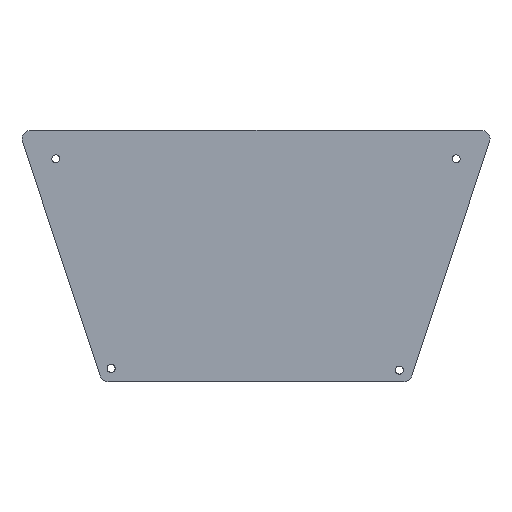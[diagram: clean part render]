
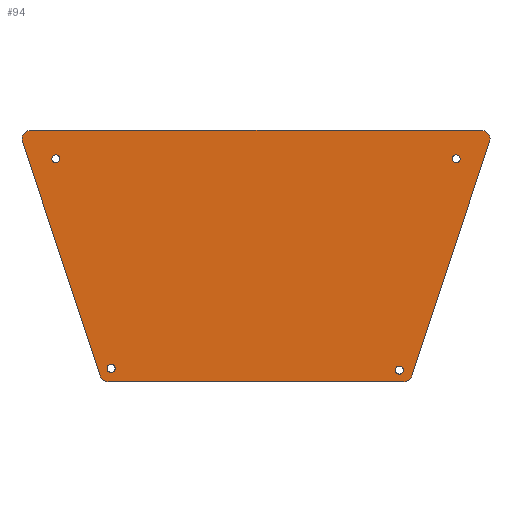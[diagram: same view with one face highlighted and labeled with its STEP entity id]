
A CAD part, front view. The second image highlights one B-rep face of the part: STEP entity #94.
In plain terms, the highlighted planar face has unit normal (0, -1, 0).
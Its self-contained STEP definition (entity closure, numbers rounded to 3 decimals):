
#5 = DIRECTION ( 'NONE',  ( 0., 1., 0. ) ) ;
#8 = LINE ( 'NONE', #458, #87 ) ;
#20 = CIRCLE ( 'NONE', #391, 1.65 ) ;
#23 = CARTESIAN_POINT ( 'NONE',  ( -82., -3., -10.532 ) ) ;
#27 = CARTESIAN_POINT ( 'NONE',  ( -82., -3., -13.832 ) ) ;
#28 = CIRCLE ( 'NONE', #610, 1.65 ) ;
#34 = CARTESIAN_POINT ( 'NONE',  ( 60.57, -3., -99.977 ) ) ;
#35 = CARTESIAN_POINT ( 'NONE',  ( 58.758, -3., -98.72 ) ) ;
#36 = VERTEX_POINT ( 'NONE', #246 ) ;
#39 = CARTESIAN_POINT ( 'NONE',  ( -63.892, -3., -101.078 ) ) ;
#51 = DIRECTION ( 'NONE',  ( 0., -1., 0. ) ) ;
#53 = FACE_BOUND ( 'NONE', #401, .T. ) ;
#57 = DIRECTION ( 'NONE',  ( 0., -1., 0. ) ) ;
#59 = VERTEX_POINT ( 'NONE', #60 ) ;
#60 = CARTESIAN_POINT ( 'NONE',  ( -60.57, -3., -103.477 ) ) ;
#74 = VERTEX_POINT ( 'NONE', #119 ) ;
#76 = DIRECTION ( 'NONE',  ( -0.315, 0., -0.949 ) ) ;
#79 = EDGE_CURVE ( 'NONE', #475, #518, #8, .T. ) ;
#80 = CARTESIAN_POINT ( 'NONE',  ( 60.57, -3., -103.477 ) ) ;
#82 = DIRECTION ( 'NONE',  ( -1., 0., 0. ) ) ;
#87 = VECTOR ( 'NONE', #155, 1000. ) ;
#94 = ADVANCED_FACE ( 'NONE', ( #108, #53, #219, #206, #312 ), #358, .F. ) ;
#98 = ORIENTED_EDGE ( 'NONE', *, *, #559, .F. ) ;
#107 = ORIENTED_EDGE ( 'NONE', *, *, #635, .F. ) ;
#108 = FACE_BOUND ( 'NONE', #471, .T. ) ;
#119 = CARTESIAN_POINT ( 'NONE',  ( 58.758, -3., -97.07 ) ) ;
#122 = ORIENTED_EDGE ( 'NONE', *, *, #128, .F. ) ;
#128 = EDGE_CURVE ( 'NONE', #538, #36, #28, .T. ) ;
#138 = DIRECTION ( 'NONE',  ( 0., 1., 0. ) ) ;
#143 = ORIENTED_EDGE ( 'NONE', *, *, #519, .F. ) ;
#147 = DIRECTION ( 'NONE',  ( 0., 0., -1. ) ) ;
#150 = AXIS2_PLACEMENT_3D ( 'NONE', #302, #614, #568 ) ;
#151 = CIRCLE ( 'NONE', #522, 1.65 ) ;
#152 = DIRECTION ( 'NONE',  ( 0., -1., 0. ) ) ;
#154 = ORIENTED_EDGE ( 'NONE', *, *, #208, .F. ) ;
#155 = DIRECTION ( 'NONE',  ( 1., 0., 0. ) ) ;
#156 = CARTESIAN_POINT ( 'NONE',  ( -92.375, -3., -0.5 ) ) ;
#158 = DIRECTION ( 'NONE',  ( 0., -1., 0. ) ) ;
#165 = ORIENTED_EDGE ( 'NONE', *, *, #449, .F. ) ;
#175 = LINE ( 'NONE', #580, #607 ) ;
#177 = CIRCLE ( 'NONE', #455, 1.65 ) ;
#182 = DIRECTION ( 'NONE',  ( 0., 0., 1. ) ) ;
#183 = CIRCLE ( 'NONE', #632, 3.5 ) ;
#187 = EDGE_CURVE ( 'NONE', #589, #211, #177, .T. ) ;
#196 = VERTEX_POINT ( 'NONE', #23 ) ;
#198 = CARTESIAN_POINT ( 'NONE',  ( 92.375, -3., -0.5 ) ) ;
#206 = FACE_BOUND ( 'NONE', #461, .T. ) ;
#208 = EDGE_CURVE ( 'NONE', #385, #452, #648, .T. ) ;
#211 = VERTEX_POINT ( 'NONE', #485 ) ;
#216 = DIRECTION ( 'NONE',  ( 0., -1., 0. ) ) ;
#218 = VERTEX_POINT ( 'NONE', #541 ) ;
#219 = FACE_BOUND ( 'NONE', #660, .T. ) ;
#236 = DIRECTION ( 'NONE',  ( -0.315, 0., 0.949 ) ) ;
#246 = CARTESIAN_POINT ( 'NONE',  ( -59.393, -3., -99.727 ) ) ;
#248 = ORIENTED_EDGE ( 'NONE', *, *, #291, .F. ) ;
#254 = CARTESIAN_POINT ( 'NONE',  ( -92.375, -3., -4. ) ) ;
#257 = CARTESIAN_POINT ( 'NONE',  ( 82., -3., -10.532 ) ) ;
#261 = DIRECTION ( 'NONE',  ( 0., 0., 1. ) ) ;
#265 = AXIS2_PLACEMENT_3D ( 'NONE', #254, #456, #562 ) ;
#266 = CARTESIAN_POINT ( 'NONE',  ( 92.375, -3., -4. ) ) ;
#274 = CIRCLE ( 'NONE', #433, 3.5 ) ;
#287 = ORIENTED_EDGE ( 'NONE', *, *, #405, .F. ) ;
#290 = DIRECTION ( 'NONE',  ( 0., 0., -1. ) ) ;
#291 = EDGE_CURVE ( 'NONE', #211, #589, #669, .T. ) ;
#302 = CARTESIAN_POINT ( 'NONE',  ( -60.57, -3., -99.977 ) ) ;
#312 = FACE_OUTER_BOUND ( 'NONE', #602, .T. ) ;
#318 = ORIENTED_EDGE ( 'NONE', *, *, #79, .F. ) ;
#323 = EDGE_CURVE ( 'NONE', #571, #218, #183, .T. ) ;
#334 = VECTOR ( 'NONE', #82, 1000. ) ;
#338 = CARTESIAN_POINT ( 'NONE',  ( -63.892, -3., -101.078 ) ) ;
#342 = CARTESIAN_POINT ( 'NONE',  ( -82., -3., -12.182 ) ) ;
#348 = CARTESIAN_POINT ( 'NONE',  ( 58.758, -3., -98.72 ) ) ;
#349 = EDGE_CURVE ( 'NONE', #218, #59, #533, .T. ) ;
#352 = CARTESIAN_POINT ( 'NONE',  ( 58.758, -3., -100.37 ) ) ;
#356 = DIRECTION ( 'NONE',  ( 0., 1., 0. ) ) ;
#357 = ORIENTED_EDGE ( 'NONE', *, *, #376, .F. ) ;
#358 = PLANE ( 'NONE',  #150 ) ;
#361 = VERTEX_POINT ( 'NONE', #27 ) ;
#370 = VERTEX_POINT ( 'NONE', #543 ) ;
#375 = AXIS2_PLACEMENT_3D ( 'NONE', #423, #532, #490 ) ;
#376 = EDGE_CURVE ( 'NONE', #399, #74, #591, .T. ) ;
#385 = VERTEX_POINT ( 'NONE', #39 ) ;
#391 = AXIS2_PLACEMENT_3D ( 'NONE', #342, #601, #499 ) ;
#399 = VERTEX_POINT ( 'NONE', #352 ) ;
#400 = CARTESIAN_POINT ( 'NONE',  ( -59.393, -3., -96.427 ) ) ;
#401 = EDGE_LOOP ( 'NONE', ( #248, #596 ) ) ;
#405 = EDGE_CURVE ( 'NONE', #74, #399, #497, .T. ) ;
#409 = CARTESIAN_POINT ( 'NONE',  ( -95.697, -3., -5.101 ) ) ;
#414 = DIRECTION ( 'NONE',  ( 0., 0., -1. ) ) ;
#415 = AXIS2_PLACEMENT_3D ( 'NONE', #348, #152, #147 ) ;
#422 = ORIENTED_EDGE ( 'NONE', *, *, #323, .F. ) ;
#423 = CARTESIAN_POINT ( 'NONE',  ( 82., -3., -12.182 ) ) ;
#425 = EDGE_CURVE ( 'NONE', #475, #452, #547, .T. ) ;
#433 = AXIS2_PLACEMENT_3D ( 'NONE', #447, #356, #503 ) ;
#447 = CARTESIAN_POINT ( 'NONE',  ( -60.57, -3., -99.977 ) ) ;
#449 = EDGE_CURVE ( 'NONE', #59, #385, #274, .T. ) ;
#452 = VERTEX_POINT ( 'NONE', #409 ) ;
#455 = AXIS2_PLACEMENT_3D ( 'NONE', #505, #158, #509 ) ;
#456 = DIRECTION ( 'NONE',  ( 0., -1., 0. ) ) ;
#457 = ORIENTED_EDGE ( 'NONE', *, *, #349, .F. ) ;
#458 = CARTESIAN_POINT ( 'NONE',  ( -92.375, -3., -0.5 ) ) ;
#461 = EDGE_LOOP ( 'NONE', ( #550, #122 ) ) ;
#462 = CARTESIAN_POINT ( 'NONE',  ( -59.393, -3., -98.077 ) ) ;
#470 = CARTESIAN_POINT ( 'NONE',  ( -59.393, -3., -98.077 ) ) ;
#471 = EDGE_LOOP ( 'NONE', ( #107, #143 ) ) ;
#475 = VERTEX_POINT ( 'NONE', #156 ) ;
#482 = CIRCLE ( 'NONE', #577, 3.5 ) ;
#484 = CIRCLE ( 'NONE', #641, 1.65 ) ;
#485 = CARTESIAN_POINT ( 'NONE',  ( 82., -3., -13.832 ) ) ;
#490 = DIRECTION ( 'NONE',  ( 0., 0., -1. ) ) ;
#497 = CIRCLE ( 'NONE', #535, 1.65 ) ;
#499 = DIRECTION ( 'NONE',  ( 0., 0., -1. ) ) ;
#503 = DIRECTION ( 'NONE',  ( 0., 0., 1. ) ) ;
#505 = CARTESIAN_POINT ( 'NONE',  ( 82., -3., -12.182 ) ) ;
#509 = DIRECTION ( 'NONE',  ( 0., 0., -1. ) ) ;
#518 = VERTEX_POINT ( 'NONE', #198 ) ;
#519 = EDGE_CURVE ( 'NONE', #196, #361, #20, .T. ) ;
#522 = AXIS2_PLACEMENT_3D ( 'NONE', #619, #633, #575 ) ;
#532 = DIRECTION ( 'NONE',  ( 0., -1., 0. ) ) ;
#533 = LINE ( 'NONE', #80, #334 ) ;
#535 = AXIS2_PLACEMENT_3D ( 'NONE', #35, #51, #290 ) ;
#538 = VERTEX_POINT ( 'NONE', #400 ) ;
#541 = CARTESIAN_POINT ( 'NONE',  ( 60.57, -3., -103.477 ) ) ;
#543 = CARTESIAN_POINT ( 'NONE',  ( 95.697, -3., -5.101 ) ) ;
#547 = CIRCLE ( 'NONE', #265, 3.5 ) ;
#550 = ORIENTED_EDGE ( 'NONE', *, *, #604, .F. ) ;
#559 = EDGE_CURVE ( 'NONE', #518, #370, #482, .T. ) ;
#562 = DIRECTION ( 'NONE',  ( 0., 0., -1. ) ) ;
#566 = CARTESIAN_POINT ( 'NONE',  ( 63.892, -3., -101.078 ) ) ;
#568 = DIRECTION ( 'NONE',  ( 0., 0., 1. ) ) ;
#571 = VERTEX_POINT ( 'NONE', #566 ) ;
#575 = DIRECTION ( 'NONE',  ( 0., 0., -1. ) ) ;
#577 = AXIS2_PLACEMENT_3D ( 'NONE', #266, #5, #261 ) ;
#580 = CARTESIAN_POINT ( 'NONE',  ( 95.697, -3., -5.101 ) ) ;
#587 = ORIENTED_EDGE ( 'NONE', *, *, #671, .F. ) ;
#589 = VERTEX_POINT ( 'NONE', #257 ) ;
#591 = CIRCLE ( 'NONE', #415, 1.65 ) ;
#594 = ORIENTED_EDGE ( 'NONE', *, *, #425, .T. ) ;
#596 = ORIENTED_EDGE ( 'NONE', *, *, #187, .F. ) ;
#601 = DIRECTION ( 'NONE',  ( 0., -1., 0. ) ) ;
#602 = EDGE_LOOP ( 'NONE', ( #165, #457, #422, #587, #98, #318, #594, #154 ) ) ;
#604 = EDGE_CURVE ( 'NONE', #36, #538, #484, .T. ) ;
#606 = VECTOR ( 'NONE', #236, 1000. ) ;
#607 = VECTOR ( 'NONE', #76, 1000. ) ;
#610 = AXIS2_PLACEMENT_3D ( 'NONE', #462, #216, #414 ) ;
#614 = DIRECTION ( 'NONE',  ( 0., 1., 0. ) ) ;
#619 = CARTESIAN_POINT ( 'NONE',  ( -82., -3., -12.182 ) ) ;
#622 = DIRECTION ( 'NONE',  ( 0., 0., -1. ) ) ;
#632 = AXIS2_PLACEMENT_3D ( 'NONE', #34, #138, #182 ) ;
#633 = DIRECTION ( 'NONE',  ( 0., -1., 0. ) ) ;
#635 = EDGE_CURVE ( 'NONE', #361, #196, #151, .T. ) ;
#641 = AXIS2_PLACEMENT_3D ( 'NONE', #470, #57, #622 ) ;
#648 = LINE ( 'NONE', #338, #606 ) ;
#660 = EDGE_LOOP ( 'NONE', ( #357, #287 ) ) ;
#669 = CIRCLE ( 'NONE', #375, 1.65 ) ;
#671 = EDGE_CURVE ( 'NONE', #370, #571, #175, .T. ) ;
